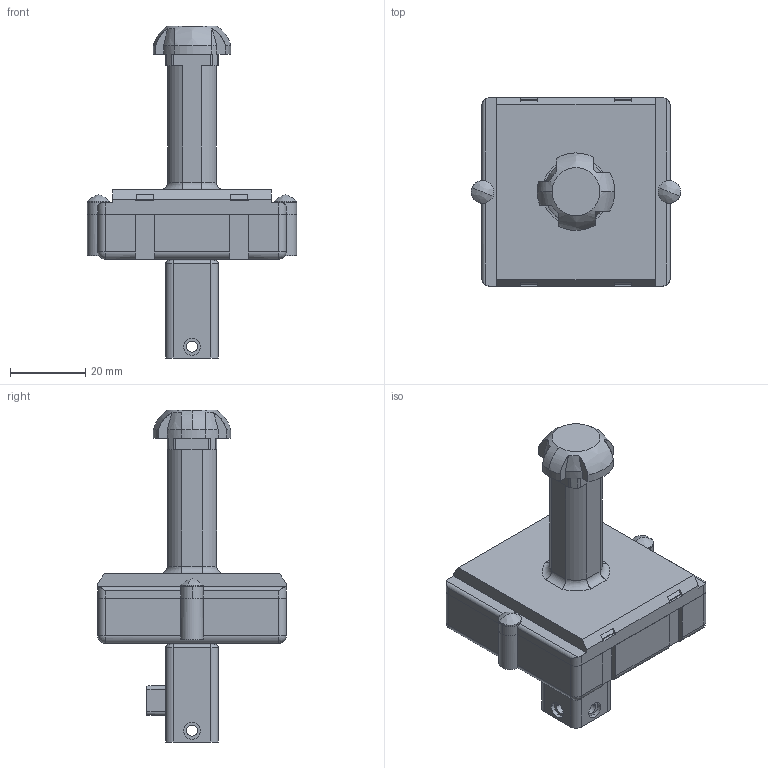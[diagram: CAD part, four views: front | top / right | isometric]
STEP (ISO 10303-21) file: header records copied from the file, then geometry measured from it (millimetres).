
FILE_DESCRIPTION(('STEP AP214'),'1');
FILE_NAME('cctmp_74849B8F-08D1-46C3-8ACF-B57FB5522AF7_2023_07_21_11_20_24_0449..stp','2023-07-21T09:20:26',('SIEMENS A&D'),('CADClick - www.CADClick.com'),'Spatial InterOp 3D postprocessed',' ','unknown authorization');
FILE_SCHEMA(('AUTOMOTIVE_DESIGN'));
Length unit declared in the file: millimetre
Products named in the file (99): cc_unnamed; 2023_07_21_11_20_24_0408; 2023_07_21_11_20_24_0404; 2023_07_21_11_20_24_0400; 2023_07_21_11_20_24_0396; 2023_07_21_11_20_24_0392; 2023_07_21_11_20_24_0388; 2023_07_21_11_20_24_0384; 2023_07_21_11_20_24_0380; 2023_07_21_11_20_24_0376; 2023_07_21_11_20_24_0372; 2023_07_21_11_20_24_0368; 2023_07_21_11_20_24_0364; 2023_07_21_11_20_24_0360; 2023_07_21_11_20_24_0356; 2023_07_21_11_20_24_0352; 2023_07_21_11_20_24_0348; 2023_07_21_11_20_24_0344; 2023_07_21_11_20_24_0340; 2023_07_21_11_20_24_0336; 2023_07_21_11_20_24_0332; 2023_07_21_11_20_24_0328; 2023_07_21_11_20_24_0297; 2023_07_21_11_20_24_0265; 2023_07_21_11_20_24_0234; 2023_07_21_11_20_24_0203; 2023_07_21_11_20_24_0172; 2023_07_21_11_20_24_0140; 2023_07_21_11_20_24_0109; 2023_07_21_11_20_24_0078; 2023_07_21_11_20_24_0046; 2023_07_21_11_20_24_0014; 2023_07_21_11_20_23_0983; 2023_07_21_11_20_23_0952; 2023_07_21_11_20_23_0919; 2023_07_21_11_20_23_0888; 2023_07_21_11_20_23_0857; 2023_07_21_11_20_23_0826; 2023_07_21_11_20_23_0794; 2023_07_21_11_20_23_0763 ...
Assembly tree (98 placements, depth 2):
  cc_unnamed
    2023_07_21_11_20_24_0408
    2023_07_21_11_20_24_0404
    2023_07_21_11_20_24_0400
    2023_07_21_11_20_24_0396
    2023_07_21_11_20_24_0392
    2023_07_21_11_20_24_0388
    2023_07_21_11_20_24_0384
    2023_07_21_11_20_24_0380
    2023_07_21_11_20_24_0376
    2023_07_21_11_20_24_0372
    2023_07_21_11_20_24_0368
    2023_07_21_11_20_24_0364
    2023_07_21_11_20_24_0360
    2023_07_21_11_20_24_0356
    2023_07_21_11_20_24_0352
    2023_07_21_11_20_24_0348
    2023_07_21_11_20_24_0344
    2023_07_21_11_20_24_0340
    2023_07_21_11_20_24_0336
    2023_07_21_11_20_24_0332
    2023_07_21_11_20_24_0328
    2023_07_21_11_20_24_0297
    2023_07_21_11_20_24_0265
    2023_07_21_11_20_24_0234
    2023_07_21_11_20_24_0203
    2023_07_21_11_20_24_0172
    2023_07_21_11_20_24_0140
    2023_07_21_11_20_24_0109
    2023_07_21_11_20_24_0078
    2023_07_21_11_20_24_0046
    2023_07_21_11_20_24_0014
    2023_07_21_11_20_23_0983
    2023_07_21_11_20_23_0952
    2023_07_21_11_20_23_0919
    2023_07_21_11_20_23_0888
    2023_07_21_11_20_23_0857
    2023_07_21_11_20_23_0826
    2023_07_21_11_20_23_0794
    2023_07_21_11_20_23_0763
    2023_07_21_11_20_23_0732
    2023_07_21_11_20_23_0701
    2023_07_21_11_20_23_0669
    2023_07_21_11_20_23_0638
    2023_07_21_11_20_23_0620
    2023_07_21_11_20_23_0589
    2023_07_21_11_20_23_0558
    2023_07_21_11_20_23_0527
    2023_07_21_11_20_23_0495
    2023_07_21_11_20_23_0464
    2023_07_21_11_20_23_0433
    2023_07_21_11_20_23_0402
    2023_07_21_11_20_23_0370
    2023_07_21_11_20_23_0339
    2023_07_21_11_20_23_0308
    2023_07_21_11_20_23_0277
    2023_07_21_11_20_23_0245
    2023_07_21_11_20_23_0214
    2023_07_21_11_20_23_0183
    2023_07_21_11_20_23_0152
Bounding box: 55.6 x 50 x 88.2 mm (x, y, z)
Volume: 14108.6 mm3; surface area: 22869.8 mm2
Topology: 4 solids, 98 shells, 293 faces, 1062 edges, 873 vertices
Faces by surface type: plane 140, cylinder 108, cone 18, torus 12, bspline 11, sphere 4
Entity records: 19623 total; most frequent: CARTESIAN_POINT 5360, DIRECTION 2048, ORIENTED_EDGE 1539, EDGE_CURVE 1053, VERTEX_POINT 873, STYLED_ITEM 863, PRESENTATION_STYLE_ASSIGNMENT 863, AXIS2_PLACEMENT_3D 723
